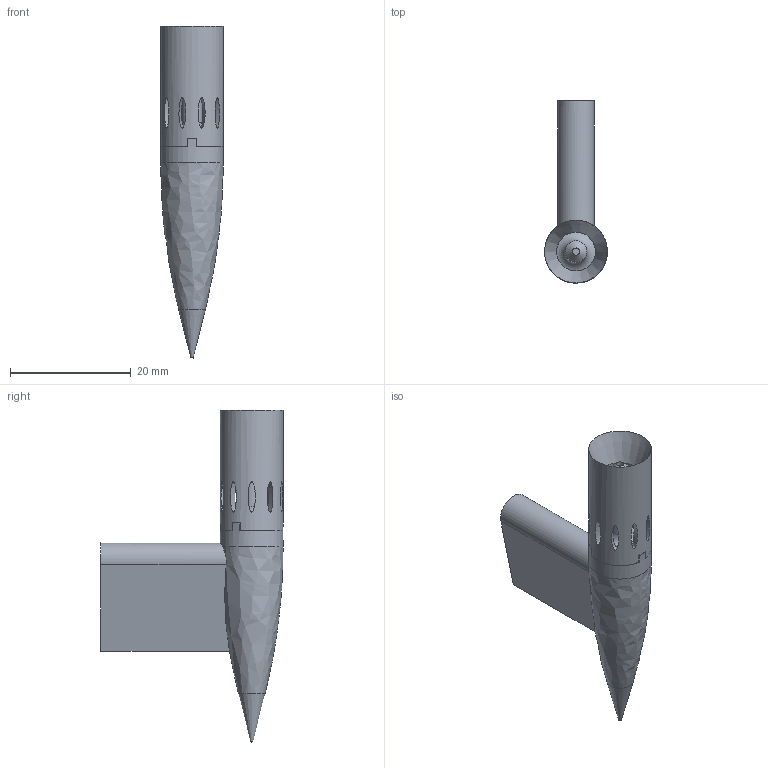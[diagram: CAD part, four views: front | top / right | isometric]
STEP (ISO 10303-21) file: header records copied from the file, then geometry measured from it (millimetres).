
FILE_DESCRIPTION( ( '' ), ' ' );
FILE_NAME( '5ac8a542bb25dc0fed830511.step', '2018-04-07T11:02:27', ( '' ), ( '' ), ' ', ' ', ' ' );
FILE_SCHEMA( ( 'AUTOMOTIVE_DESIGN { 1 0 10303 214 1 1 1 1 }' ) );
Length unit declared in the file: metre
Products named in the file (2): probe2head; probe2Aero
Bounding box: 10.4 x 30.2 x 55 mm (x, y, z)
Volume: 3720.1 mm3; surface area: 3476.9 mm2
Topology: 2 solids, 2 shells, 60 faces, 164 edges, 106 vertices
Faces by surface type: plane 34, extrusion 10, cylinder 9, cone 4, bspline 2, torus 1
Full cylindrical faces by diameter (mm): 1.2 x2, 2 x1, 3.6 x1, 6.4 x1, 8 x1, 10.4 x2
Entity records: 3114 total; most frequent: CARTESIAN_POINT 1247, DIRECTION 259, ORIENTED_EDGE 250, EDGE_CURVE 125, EDGE_LOOP 108, VERTEX_POINT 95, AXIS2_PLACEMENT_3D 91, FACE_OUTER_BOUND 79
